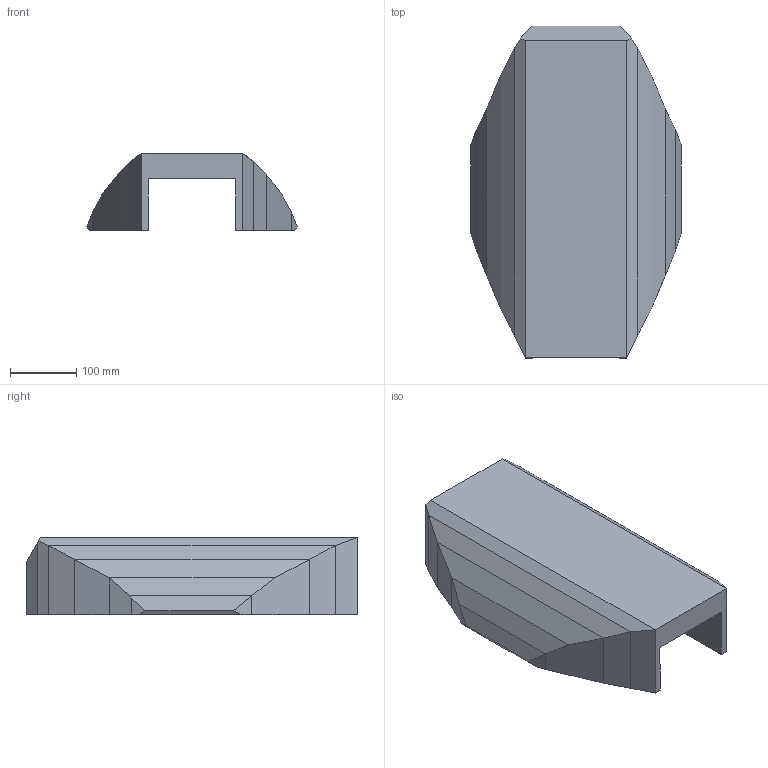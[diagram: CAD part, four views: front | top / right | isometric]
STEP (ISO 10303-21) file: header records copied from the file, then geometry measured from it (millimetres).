
FILE_DESCRIPTION(/* description */ (''),/* implementation_level */ '2;1');
FILE_NAME(/* name */ 'foam_center_revB.stp',/* time_stamp */ '2020-08-25T15:12:35-04:00',/* author */ ('bhc'),/* organization */ (''),/* preprocessor_version */ 'ST-DEVELOPER v15.6',/* originating_system */ 'Autodesk Inventor 2015',/* authorisation */ '');
FILE_SCHEMA (('AUTOMOTIVE_DESIGN { 1 0 10303 214 3 1 1 }'));
Length unit declared in the file: inch
Products named in the file (1): foam_center
Bounding box: 317.15 x 500.64 x 116.8 mm (x, y, z)
Volume: 8126237.1 mm3; surface area: 438475.8 mm2
Topology: 1 solids, 1 shells, 46 faces, 164 edges, 168 vertices
Faces by surface type: plane 44, cylinder 2
Entity records: 1703 total; most frequent: CARTESIAN_POINT 379, DIRECTION 264, ORIENTED_EDGE 232, LINE 158, VECTOR 158, EDGE_CURVE 116, VERTEX_POINT 72, AXIS2_PLACEMENT_3D 53
